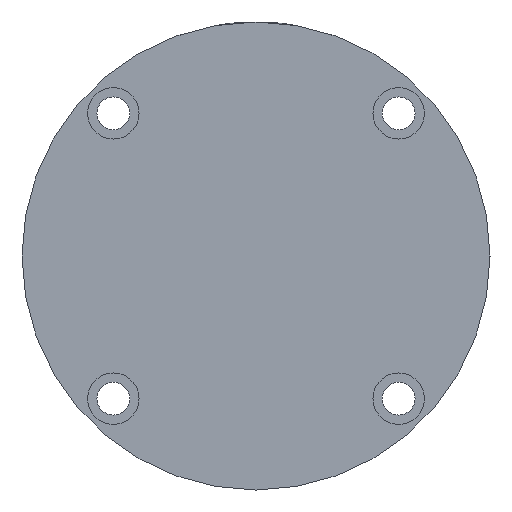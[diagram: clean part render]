
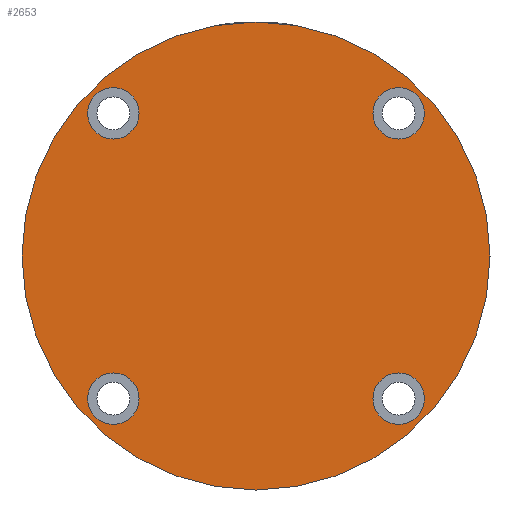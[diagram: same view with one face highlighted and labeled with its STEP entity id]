
A CAD part, left-side view. The second image highlights one B-rep face of the part: STEP entity #2653.
In plain terms, the highlighted face is planar.
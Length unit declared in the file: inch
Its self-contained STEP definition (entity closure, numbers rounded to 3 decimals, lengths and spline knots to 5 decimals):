
#22 = CIRCLE ( 'NONE', #3254, 1.56 ) ;
#198 = FACE_BOUND ( 'NONE', #2492, .T. ) ;
#204 = CIRCLE ( 'NONE', #1556, 1.56 ) ;
#299 = CARTESIAN_POINT ( 'NONE',  ( 0.95106, 0.53, 0.95106 ) ) ;
#303 = DIRECTION ( 'NONE',  ( 0., 0., 1. ) ) ;
#521 = ORIENTED_EDGE ( 'NONE', *, *, #4566, .F. ) ;
#556 = DIRECTION ( 'NONE',  ( 0., 1., 0. ) ) ;
#590 = DIRECTION ( 'NONE',  ( 0., 1., 0. ) ) ;
#591 = EDGE_CURVE ( 'NONE', #2605, #3574, #22, .T. ) ;
#623 = DIRECTION ( 'NONE',  ( 0., 0., 1. ) ) ;
#651 = DIRECTION ( 'NONE',  ( 0., 0., 1. ) ) ;
#659 = ORIENTED_EDGE ( 'NONE', *, *, #3311, .F. ) ;
#676 = EDGE_CURVE ( 'NONE', #3204, #2706, #4042, .T. ) ;
#705 = DIRECTION ( 'NONE',  ( 0., -1., 0. ) ) ;
#784 = AXIS2_PLACEMENT_3D ( 'NONE', #3249, #1133, #3610 ) ;
#806 = CIRCLE ( 'NONE', #901, 0.1715 ) ;
#901 = AXIS2_PLACEMENT_3D ( 'NONE', #3435, #1312, #3782 ) ;
#905 = DIRECTION ( 'NONE',  ( 0., 1., 0. ) ) ;
#913 = DIRECTION ( 'NONE',  ( 0., 1., 0. ) ) ;
#979 = AXIS2_PLACEMENT_3D ( 'NONE', #299, #2750, #651 ) ;
#1041 = DIRECTION ( 'NONE',  ( 0., 1., 0. ) ) ;
#1133 = DIRECTION ( 'NONE',  ( 0., 1., 0. ) ) ;
#1237 = FACE_BOUND ( 'NONE', #2107, .T. ) ;
#1251 = VERTEX_POINT ( 'NONE', #1734 ) ;
#1312 = DIRECTION ( 'NONE',  ( 0., 1., 0. ) ) ;
#1375 = AXIS2_PLACEMENT_3D ( 'NONE', #4522, #2402, #303 ) ;
#1514 = EDGE_CURVE ( 'NONE', #3699, #3642, #1986, .T. ) ;
#1555 = DIRECTION ( 'NONE',  ( 0., 1., 0. ) ) ;
#1556 = AXIS2_PLACEMENT_3D ( 'NONE', #3666, #1555, #4017 ) ;
#1617 = ORIENTED_EDGE ( 'NONE', *, *, #2831, .F. ) ;
#1734 = CARTESIAN_POINT ( 'NONE',  ( 0.95106, 0.53, -1.12256 ) ) ;
#1765 = CARTESIAN_POINT ( 'NONE',  ( 0.95106, 0.53, 0.77956 ) ) ;
#1808 = VERTEX_POINT ( 'NONE', #1765 ) ;
#1847 = CARTESIAN_POINT ( 'NONE',  ( 0., 0.53, 0. ) ) ;
#1893 = CARTESIAN_POINT ( 'NONE',  ( 0.95106, 0.53, 1.12256 ) ) ;
#1900 = CARTESIAN_POINT ( 'NONE',  ( 0., 0.53, -1.56 ) ) ;
#1986 = CIRCLE ( 'NONE', #3789, 0.1715 ) ;
#2066 = EDGE_LOOP ( 'NONE', ( #3910, #4292 ) ) ;
#2107 = EDGE_LOOP ( 'NONE', ( #521, #659 ) ) ;
#2162 = AXIS2_PLACEMENT_3D ( 'NONE', #2687, #590, #3048 ) ;
#2261 = VERTEX_POINT ( 'NONE', #3225 ) ;
#2390 = EDGE_CURVE ( 'NONE', #3574, #2605, #204, .T. ) ;
#2399 = VERTEX_POINT ( 'NONE', #1893 ) ;
#2402 = DIRECTION ( 'NONE',  ( 0., 1., 0. ) ) ;
#2492 = EDGE_LOOP ( 'NONE', ( #1617, #3974 ) ) ;
#2592 = CARTESIAN_POINT ( 'NONE',  ( -0.95106, 0.53, 0.77956 ) ) ;
#2605 = VERTEX_POINT ( 'NONE', #3475 ) ;
#2653 = ADVANCED_FACE ( 'PLANAR_0', ( #2999, #198, #1237, #3957, #3833 ), #4219, .F. ) ;
#2655 = CARTESIAN_POINT ( 'NONE',  ( 0.95106, 0.53, -0.95106 ) ) ;
#2687 = CARTESIAN_POINT ( 'NONE',  ( -0.95106, 0.53, 0.95106 ) ) ;
#2706 = VERTEX_POINT ( 'NONE', #3884 ) ;
#2750 = DIRECTION ( 'NONE',  ( 0., 1., 0. ) ) ;
#2758 = CARTESIAN_POINT ( 'NONE',  ( -0.95106, 0.53, -1.12256 ) ) ;
#2762 = EDGE_CURVE ( 'NONE', #3642, #3699, #806, .T. ) ;
#2788 = CIRCLE ( 'NONE', #3333, 0.1715 ) ;
#2831 = EDGE_CURVE ( 'NONE', #2261, #1251, #3172, .T. ) ;
#2849 = AXIS2_PLACEMENT_3D ( 'NONE', #2655, #556, #3010 ) ;
#2881 = ORIENTED_EDGE ( 'NONE', *, *, #2762, .F. ) ;
#2999 = FACE_BOUND ( 'NONE', #3264, .T. ) ;
#3008 = CARTESIAN_POINT ( 'NONE',  ( -0.95106, 0.53, -0.95106 ) ) ;
#3010 = DIRECTION ( 'NONE',  ( 0., 0., 1. ) ) ;
#3043 = ORIENTED_EDGE ( 'NONE', *, *, #1514, .F. ) ;
#3048 = DIRECTION ( 'NONE',  ( 0., 0., 1. ) ) ;
#3165 = CARTESIAN_POINT ( 'NONE',  ( 0.95106, 0.53, 0.95106 ) ) ;
#3170 = DIRECTION ( 'NONE',  ( 0., 0., -1. ) ) ;
#3172 = CIRCLE ( 'NONE', #1375, 0.1715 ) ;
#3182 = CIRCLE ( 'NONE', #784, 0.1715 ) ;
#3204 = VERTEX_POINT ( 'NONE', #2592 ) ;
#3225 = CARTESIAN_POINT ( 'NONE',  ( 0.95106, 0.53, -0.77956 ) ) ;
#3249 = CARTESIAN_POINT ( 'NONE',  ( -0.95106, 0.53, 0.95106 ) ) ;
#3254 = AXIS2_PLACEMENT_3D ( 'NONE', #1847, #913, #623 ) ;
#3264 = EDGE_LOOP ( 'NONE', ( #2881, #3043 ) ) ;
#3284 = EDGE_CURVE ( 'NONE', #1251, #2261, #3845, .T. ) ;
#3311 = EDGE_CURVE ( 'NONE', #1808, #2399, #2788, .T. ) ;
#3333 = AXIS2_PLACEMENT_3D ( 'NONE', #3165, #1041, #3521 ) ;
#3376 = DIRECTION ( 'NONE',  ( 0., 0., 1. ) ) ;
#3435 = CARTESIAN_POINT ( 'NONE',  ( -0.95106, 0.53, -0.95106 ) ) ;
#3475 = CARTESIAN_POINT ( 'NONE',  ( 0., 0.53, 1.56 ) ) ;
#3482 = ORIENTED_EDGE ( 'NONE', *, *, #591, .T. ) ;
#3521 = DIRECTION ( 'NONE',  ( 0., 0., 1. ) ) ;
#3574 = VERTEX_POINT ( 'NONE', #1900 ) ;
#3597 = AXIS2_PLACEMENT_3D ( 'NONE', #3867, #705, #3170 ) ;
#3610 = DIRECTION ( 'NONE',  ( 0., 0., 1. ) ) ;
#3642 = VERTEX_POINT ( 'NONE', #4405 ) ;
#3666 = CARTESIAN_POINT ( 'NONE',  ( 0., 0.53, 0. ) ) ;
#3699 = VERTEX_POINT ( 'NONE', #2758 ) ;
#3782 = DIRECTION ( 'NONE',  ( 0., 0., 1. ) ) ;
#3789 = AXIS2_PLACEMENT_3D ( 'NONE', #3008, #905, #3376 ) ;
#3833 = FACE_OUTER_BOUND ( 'NONE', #3934, .T. ) ;
#3845 = CIRCLE ( 'NONE', #2849, 0.1715 ) ;
#3867 = CARTESIAN_POINT ( 'NONE',  ( 0., 0.53, 0. ) ) ;
#3884 = CARTESIAN_POINT ( 'NONE',  ( -0.95106, 0.53, 1.12256 ) ) ;
#3904 = EDGE_CURVE ( 'NONE', #2706, #3204, #3182, .T. ) ;
#3910 = ORIENTED_EDGE ( 'NONE', *, *, #3904, .F. ) ;
#3934 = EDGE_LOOP ( 'NONE', ( #3482, #4014 ) ) ;
#3957 = FACE_BOUND ( 'NONE', #2066, .T. ) ;
#3974 = ORIENTED_EDGE ( 'NONE', *, *, #3284, .F. ) ;
#4014 = ORIENTED_EDGE ( 'NONE', *, *, #2390, .T. ) ;
#4017 = DIRECTION ( 'NONE',  ( 0., 0., 1. ) ) ;
#4042 = CIRCLE ( 'NONE', #2162, 0.1715 ) ;
#4189 = CIRCLE ( 'NONE', #979, 0.1715 ) ;
#4219 = PLANE ( 'NONE',  #3597 ) ;
#4292 = ORIENTED_EDGE ( 'NONE', *, *, #676, .F. ) ;
#4405 = CARTESIAN_POINT ( 'NONE',  ( -0.95106, 0.53, -0.77956 ) ) ;
#4522 = CARTESIAN_POINT ( 'NONE',  ( 0.95106, 0.53, -0.95106 ) ) ;
#4566 = EDGE_CURVE ( 'NONE', #2399, #1808, #4189, .T. ) ;
